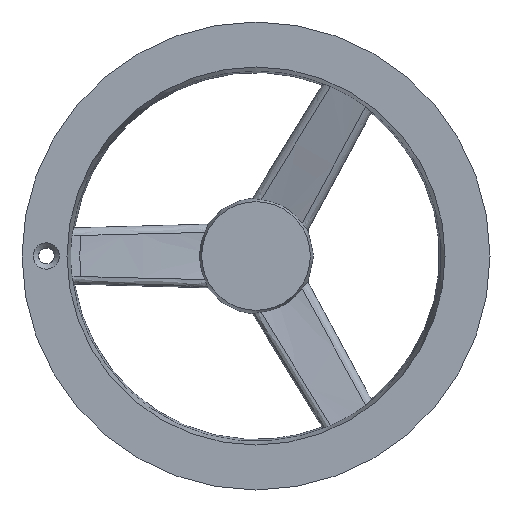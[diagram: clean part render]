
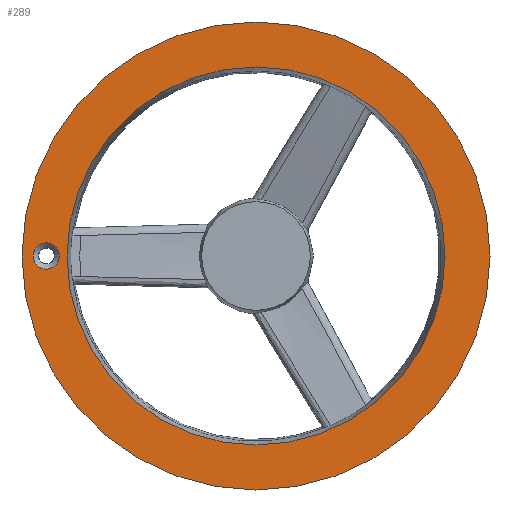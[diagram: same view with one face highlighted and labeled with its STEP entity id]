
A CAD part, left-side view. The second image highlights one B-rep face of the part: STEP entity #289.
In plain terms, the highlighted planar face has unit normal (-1, 0, 0).
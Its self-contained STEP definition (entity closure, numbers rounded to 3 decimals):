
#138=FACE_BOUND('',#468,.T.);
#139=FACE_BOUND('',#469,.T.);
#231=CIRCLE('',#1608,125.);
#232=CIRCLE('',#1609,101.);
#233=CIRCLE('',#1610,7.);
#289=ADVANCED_FACE('',(#388,#138,#139),#356,.F.);
#356=PLANE('',#1611);
#388=FACE_OUTER_BOUND('',#467,.T.);
#467=EDGE_LOOP('',(#626));
#468=EDGE_LOOP('',(#627));
#469=EDGE_LOOP('',(#628));
#626=ORIENTED_EDGE('',*,*,#1244,.T.);
#627=ORIENTED_EDGE('',*,*,#1245,.F.);
#628=ORIENTED_EDGE('',*,*,#1246,.F.);
#1088=VERTEX_POINT('',#2309);
#1089=VERTEX_POINT('',#2311);
#1090=VERTEX_POINT('',#2313);
#1244=EDGE_CURVE('',#1088,#1088,#231,.T.);
#1245=EDGE_CURVE('',#1089,#1089,#232,.T.);
#1246=EDGE_CURVE('',#1090,#1090,#233,.T.);
#1608=AXIS2_PLACEMENT_3D('',#2308,#1813,#1814);
#1609=AXIS2_PLACEMENT_3D('',#2310,#1815,#1816);
#1610=AXIS2_PLACEMENT_3D('',#2312,#1817,#1818);
#1611=AXIS2_PLACEMENT_3D('',#2314,#1819,#1820);
#1813=DIRECTION('',(-1.,0.,0.));
#1814=DIRECTION('',(0.,0.,1.));
#1815=DIRECTION('',(-1.,0.,0.));
#1816=DIRECTION('',(0.,0.,1.));
#1817=DIRECTION('',(-1.,0.,0.));
#1818=DIRECTION('',(0.,0.,1.));
#1819=DIRECTION('',(1.,0.,0.));
#1820=DIRECTION('',(0.,0.,-1.));
#2308=CARTESIAN_POINT('',(432.,217.,0.));
#2309=CARTESIAN_POINT('',(432.,217.,125.));
#2310=CARTESIAN_POINT('',(432.,217.,0.));
#2311=CARTESIAN_POINT('',(432.,217.,101.));
#2312=CARTESIAN_POINT('',(432.,329.,0.));
#2313=CARTESIAN_POINT('',(432.,329.,7.));
#2314=CARTESIAN_POINT('',(432.,92.,0.));
